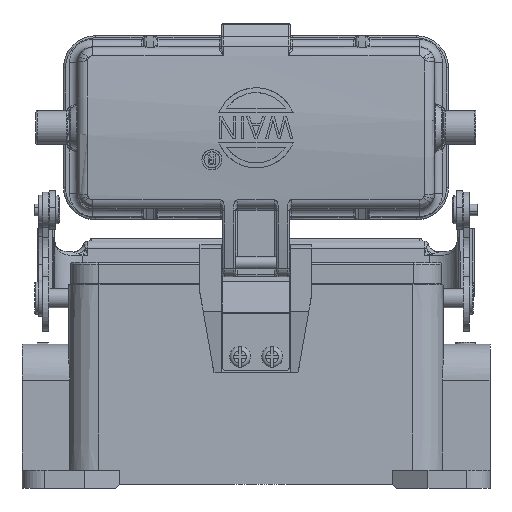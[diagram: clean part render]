
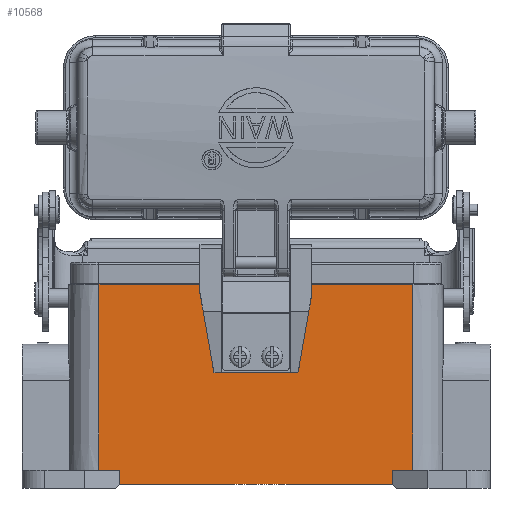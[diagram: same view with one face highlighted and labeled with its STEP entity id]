
A CAD part, front view. The second image highlights one B-rep face of the part: STEP entity #10568.
In plain terms, the highlighted planar face has unit normal (0, -1, 0.009).
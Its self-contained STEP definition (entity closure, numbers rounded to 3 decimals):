
#473=FACE_BOUND('',#14864,.T.);
#474=FACE_BOUND('',#14865,.T.);
#475=FACE_BOUND('',#14866,.T.);
#3504=PLANE('',#38995);
#5493=LINE('',#59977,#7998);
#5494=LINE('',#59979,#7999);
#5506=LINE('',#60022,#8011);
#5511=LINE('',#60045,#8016);
#5518=LINE('',#60080,#8023);
#5547=LINE('',#60155,#8052);
#5550=LINE('',#60169,#8055);
#5557=LINE('',#60185,#8062);
#5691=LINE('',#60697,#8196);
#5704=LINE('',#60729,#8209);
#5706=LINE('',#60733,#8211);
#5707=LINE('',#60739,#8212);
#7998=VECTOR('',#43118,1.);
#7999=VECTOR('',#43121,1.);
#8011=VECTOR('',#43145,1.);
#8016=VECTOR('',#43158,1.);
#8023=VECTOR('',#43177,1.);
#8052=VECTOR('',#43250,1.);
#8055=VECTOR('',#43267,1.);
#8062=VECTOR('',#43278,1.);
#8196=VECTOR('',#43562,1.);
#8209=VECTOR('',#43595,1.);
#8211=VECTOR('',#43599,1.);
#8212=VECTOR('',#43606,1.);
#10568=ADVANCED_FACE('',(#473,#474,#475),#3504,.T.);
#14864=EDGE_LOOP('',(#18976));
#14865=EDGE_LOOP('',(#18977));
#14866=EDGE_LOOP('',(#18978,#18979,#18980,#18981,#18982,#18983,#18984,#18985,
#18986,#18987,#18988,#18989));
#18976=ORIENTED_EDGE('',*,*,#32643,.F.);
#18977=ORIENTED_EDGE('',*,*,#32644,.F.);
#18978=ORIENTED_EDGE('',*,*,#32640,.T.);
#18979=ORIENTED_EDGE('',*,*,#32624,.T.);
#18980=ORIENTED_EDGE('',*,*,#32442,.F.);
#18981=ORIENTED_EDGE('',*,*,#32434,.T.);
#18982=ORIENTED_EDGE('',*,*,#32427,.F.);
#18983=ORIENTED_EDGE('',*,*,#32645,.T.);
#18984=ORIENTED_EDGE('',*,*,#32389,.F.);
#18985=ORIENTED_EDGE('',*,*,#32377,.T.);
#18986=ORIENTED_EDGE('',*,*,#32368,.T.);
#18987=ORIENTED_EDGE('',*,*,#32352,.T.);
#18988=ORIENTED_EDGE('',*,*,#32351,.F.);
#18989=ORIENTED_EDGE('',*,*,#32642,.F.);
#28450=VERTEX_POINT('',#59974);
#28451=VERTEX_POINT('',#59976);
#28452=VERTEX_POINT('',#59980);
#28465=VERTEX_POINT('',#60023);
#28471=VERTEX_POINT('',#60046);
#28481=VERTEX_POINT('',#60081);
#28502=VERTEX_POINT('',#60150);
#28504=VERTEX_POINT('',#60154);
#28509=VERTEX_POINT('',#60170);
#28516=VERTEX_POINT('',#60186);
#28636=VERTEX_POINT('',#60698);
#28645=VERTEX_POINT('',#60730);
#28646=VERTEX_POINT('',#60736);
#28647=VERTEX_POINT('',#60738);
#32351=EDGE_CURVE('',#28451,#28450,#5493,.T.);
#32352=EDGE_CURVE('',#28452,#28450,#5494,.T.);
#32368=EDGE_CURVE('',#28465,#28452,#5506,.T.);
#32377=EDGE_CURVE('',#28471,#28465,#5511,.T.);
#32389=EDGE_CURVE('',#28471,#28481,#5518,.T.);
#32427=EDGE_CURVE('',#28504,#28502,#5547,.T.);
#32434=EDGE_CURVE('',#28509,#28502,#5550,.T.);
#32442=EDGE_CURVE('',#28509,#28516,#5557,.T.);
#32624=EDGE_CURVE('',#28636,#28516,#5691,.T.);
#32640=EDGE_CURVE('',#28645,#28636,#5704,.T.);
#32642=EDGE_CURVE('',#28645,#28451,#5706,.T.);
#32643=EDGE_CURVE('',#28646,#28646,#37333,.T.);
#32644=EDGE_CURVE('',#28647,#28647,#37334,.T.);
#32645=EDGE_CURVE('',#28504,#28481,#5707,.T.);
#37333=CIRCLE('',#38993,1.5);
#37334=CIRCLE('',#38994,1.5);
#38993=AXIS2_PLACEMENT_3D('',#60735,#43602,#43603);
#38994=AXIS2_PLACEMENT_3D('',#60737,#43604,#43605);
#38995=AXIS2_PLACEMENT_3D('',#60740,#43607,#43608);
#43118=DIRECTION('',(1.,0.,0.));
#43121=DIRECTION('',(0.,-0.009,-1.));
#43145=DIRECTION('',(-1.,0.,0.));
#43158=DIRECTION('',(0.,0.009,1.));
#43177=DIRECTION('',(-1.,0.,0.));
#43250=DIRECTION('',(-1.,0.,0.));
#43267=DIRECTION('',(0.,-0.009,-1.));
#43278=DIRECTION('',(-1.,0.,0.));
#43562=DIRECTION('',(0.,-0.009,-1.));
#43595=DIRECTION('',(-1.,0.,0.));
#43599=DIRECTION('',(0.,-0.009,-1.));
#43602=DIRECTION('',(0.,-1.,0.009));
#43603=DIRECTION('',(1.,0.,0.));
#43604=DIRECTION('',(0.,-1.,0.009));
#43605=DIRECTION('',(1.,0.,0.));
#43606=DIRECTION('',(0.,0.009,1.));
#43607=DIRECTION('',(0.,-1.,0.009));
#43608=DIRECTION('',(-1.,0.,0.));
#59974=CARTESIAN_POINT('',(1.6,-21.526,21.5));
#59976=CARTESIAN_POINT('',(-1.6,-21.526,21.5));
#59977=CARTESIAN_POINT('',(-1.6,-21.526,21.5));
#59979=CARTESIAN_POINT('',(1.6,-21.5,24.5));
#59980=CARTESIAN_POINT('',(1.6,-21.5,24.5));
#60022=CARTESIAN_POINT('',(39.25,-21.5,24.5));
#60023=CARTESIAN_POINT('',(39.25,-21.5,24.5));
#60045=CARTESIAN_POINT('',(39.25,-21.906,-22.));
#60046=CARTESIAN_POINT('',(39.25,-21.906,-22.));
#60080=CARTESIAN_POINT('',(39.25,-21.906,-22.));
#60081=CARTESIAN_POINT('',(34.,-21.906,-22.));
#60150=CARTESIAN_POINT('',(-34.,-21.936,-25.5));
#60154=CARTESIAN_POINT('',(34.,-21.936,-25.5));
#60155=CARTESIAN_POINT('',(34.,-21.936,-25.5));
#60169=CARTESIAN_POINT('',(-34.,-21.906,-22.));
#60170=CARTESIAN_POINT('',(-34.,-21.906,-22.));
#60185=CARTESIAN_POINT('',(-34.,-21.906,-22.));
#60186=CARTESIAN_POINT('',(-39.25,-21.906,-22.));
#60697=CARTESIAN_POINT('',(-39.25,-21.5,24.5));
#60698=CARTESIAN_POINT('',(-39.25,-21.5,24.5));
#60729=CARTESIAN_POINT('',(-1.6,-21.5,24.5));
#60730=CARTESIAN_POINT('',(-1.6,-21.5,24.5));
#60733=CARTESIAN_POINT('',(-1.6,-21.5,24.5));
#60735=CARTESIAN_POINT('',(4.,-21.66,6.212));
#60736=CARTESIAN_POINT('',(5.5,-21.66,6.212));
#60737=CARTESIAN_POINT('',(-4.,-21.66,6.212));
#60738=CARTESIAN_POINT('',(-2.5,-21.66,6.212));
#60739=CARTESIAN_POINT('',(34.,-21.936,-25.5));
#60740=CARTESIAN_POINT('',(-41.628,-21.5,24.5));
